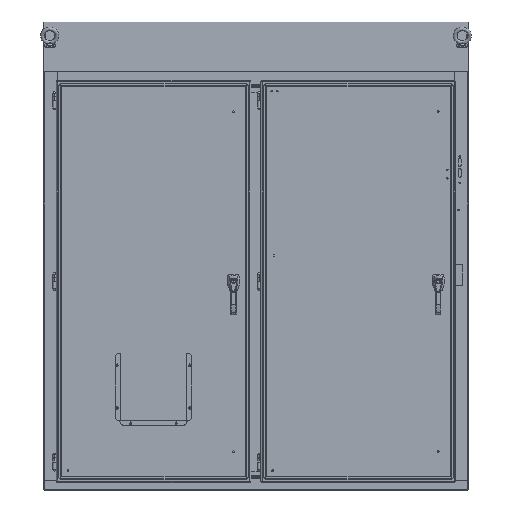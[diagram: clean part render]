
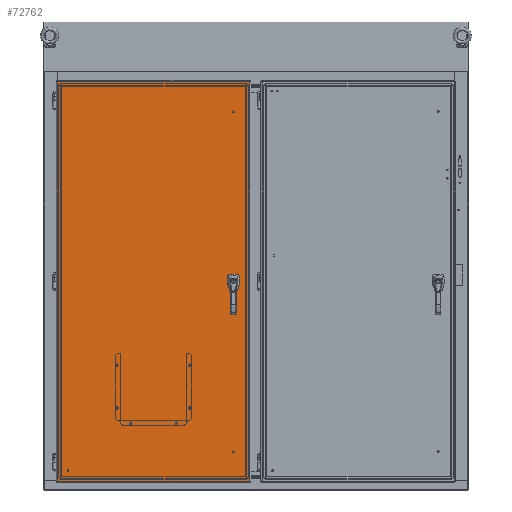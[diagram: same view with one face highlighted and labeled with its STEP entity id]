
A CAD part, front view. The second image highlights one B-rep face of the part: STEP entity #72762.
In plain terms, the highlighted planar face has unit normal (0, -1, 0).
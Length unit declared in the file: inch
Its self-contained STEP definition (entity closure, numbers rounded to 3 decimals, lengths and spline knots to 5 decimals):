
#1103 = CARTESIAN_POINT ( 'NONE',  ( -3.596, -25.3755, -4.74296 ) ) ;
#1214 = EDGE_CURVE ( 'NONE', #8362, #65874, #37916, .T. ) ;
#1467 = CARTESIAN_POINT ( 'NONE',  ( -35.1905, -25.3755, -4.54339 ) ) ;
#1657 = CIRCLE ( 'NONE', #13360, 0.443 ) ;
#4284 = EDGE_CURVE ( 'NONE', #49884, #8362, #44805, .T. ) ;
#8362 = VERTEX_POINT ( 'NONE', #89389 ) ;
#10807 = EDGE_CURVE ( 'NONE', #17583, #60851, #1657, .T. ) ;
#10813 = CIRCLE ( 'NONE', #14628, 0.443 ) ;
#11686 = CIRCLE ( 'NONE', #103266, 0.167 ) ;
#11740 = DIRECTION ( 'NONE',  ( 0., 0., -1. ) ) ;
#12099 = ORIENTED_EDGE ( 'NONE', *, *, #56887, .F. ) ;
#12504 = CARTESIAN_POINT ( 'NONE',  ( -3.9915, -25.3755, -5.88139 ) ) ;
#13360 = AXIS2_PLACEMENT_3D ( 'NONE', #32559, #87515, #13448 ) ;
#13448 = DIRECTION ( 'NONE',  ( 0., 0., -1. ) ) ;
#14628 = AXIS2_PLACEMENT_3D ( 'NONE', #45203, #46384, #82847 ) ;
#17583 = VERTEX_POINT ( 'NONE', #52022 ) ;
#18359 = ORIENTED_EDGE ( 'NONE', *, *, #77745, .F. ) ;
#18419 = EDGE_CURVE ( 'NONE', #111806, #39884, #102861, .T. ) ;
#21030 = DIRECTION ( 'NONE',  ( 1., 0., 0. ) ) ;
#25301 = CIRCLE ( 'NONE', #40677, 0.443 ) ;
#25984 = DIRECTION ( 'NONE',  ( 0., 0., -1. ) ) ;
#26335 = ORIENTED_EDGE ( 'NONE', *, *, #1214, .F. ) ;
#26477 = AXIS2_PLACEMENT_3D ( 'NONE', #69643, #51690, #25984 ) ;
#28614 = CARTESIAN_POINT ( 'NONE',  ( -35.1905, -25.3755, -39.92139 ) ) ;
#32559 = CARTESIAN_POINT ( 'NONE',  ( -3.9915, -25.3755, -4.54339 ) ) ;
#32724 = ORIENTED_EDGE ( 'NONE', *, *, #65486, .F. ) ;
#33817 = EDGE_LOOP ( 'NONE', ( #32724 ) ) ;
#34516 = CARTESIAN_POINT ( 'NONE',  ( -3.9915, -25.3755, -4.54339 ) ) ;
#35770 = DIRECTION ( 'NONE',  ( 1., 0., 0. ) ) ;
#36717 = CARTESIAN_POINT ( 'NONE',  ( -3.79193, -25.3755, -4.14789 ) ) ;
#37228 = ORIENTED_EDGE ( 'NONE', *, *, #10807, .F. ) ;
#37916 = CIRCLE ( 'NONE', #26477, 0.443 ) ;
#39108 = DIRECTION ( 'NONE',  ( 0., 0., 1. ) ) ;
#39884 = VERTEX_POINT ( 'NONE', #58615 ) ;
#40677 = AXIS2_PLACEMENT_3D ( 'NONE', #34516, #88303, #70365 ) ;
#41879 = ORIENTED_EDGE ( 'NONE', *, *, #4284, .F. ) ;
#42951 = LINE ( 'NONE', #72841, #56328 ) ;
#43474 = CARTESIAN_POINT ( 'NONE',  ( -18.156, -25.3755, -4.14789 ) ) ;
#44070 = DIRECTION ( 'NONE',  ( -1., 0., 0. ) ) ;
#44805 = LINE ( 'NONE', #109324, #80087 ) ;
#45203 = CARTESIAN_POINT ( 'NONE',  ( -3.9915, -25.3755, -4.54339 ) ) ;
#45904 = ORIENTED_EDGE ( 'NONE', *, *, #95269, .F. ) ;
#46124 = VERTEX_POINT ( 'NONE', #1103 ) ;
#46384 = DIRECTION ( 'NONE',  ( 0., -1., 0. ) ) ;
#48717 = VECTOR ( 'NONE', #61123, 39.37008 ) ;
#48984 = CARTESIAN_POINT ( 'NONE',  ( -18.156, -25.3755, -4.54339 ) ) ;
#49073 = CARTESIAN_POINT ( 'NONE',  ( -1.1215, -25.3755, -39.92139 ) ) ;
#49541 = LINE ( 'NONE', #104485, #50231 ) ;
#49884 = VERTEX_POINT ( 'NONE', #55601 ) ;
#49911 = EDGE_CURVE ( 'NONE', #39884, #115385, #92070, .T. ) ;
#50231 = VECTOR ( 'NONE', #66913, 39.37008 ) ;
#51690 = DIRECTION ( 'NONE',  ( 0., -1., 0. ) ) ;
#52022 = CARTESIAN_POINT ( 'NONE',  ( -3.596, -25.3755, -4.34382 ) ) ;
#52875 = VERTEX_POINT ( 'NONE', #85468 ) ;
#55601 = CARTESIAN_POINT ( 'NONE',  ( -4.387, -25.3755, -4.34382 ) ) ;
#56170 = CARTESIAN_POINT ( 'NONE',  ( -1.1215, -25.3755, -4.54339 ) ) ;
#56328 = VECTOR ( 'NONE', #35770, 39.37008 ) ;
#56887 = EDGE_CURVE ( 'NONE', #52875, #49884, #25301, .T. ) ;
#58615 = CARTESIAN_POINT ( 'NONE',  ( -1.1215, -25.3755, 30.83461 ) ) ;
#60851 = VERTEX_POINT ( 'NONE', #36717 ) ;
#60913 = ORIENTED_EDGE ( 'NONE', *, *, #97221, .F. ) ;
#61123 = DIRECTION ( 'NONE',  ( 0., 0., 1. ) ) ;
#63898 = EDGE_LOOP ( 'NONE', ( #69668, #45904, #114561, #91147 ) ) ;
#64345 = VERTEX_POINT ( 'NONE', #92425 ) ;
#65486 = EDGE_CURVE ( 'NONE', #64345, #64345, #11686, .T. ) ;
#65512 = ORIENTED_EDGE ( 'NONE', *, *, #103509, .F. ) ;
#65874 = VERTEX_POINT ( 'NONE', #84102 ) ;
#66913 = DIRECTION ( 'NONE',  ( -1., 0., 0. ) ) ;
#68943 = LINE ( 'NONE', #116712, #48717 ) ;
#69310 = DIRECTION ( 'NONE',  ( 0., 0., 1. ) ) ;
#69643 = CARTESIAN_POINT ( 'NONE',  ( -3.9915, -25.3755, -4.54339 ) ) ;
#69668 = ORIENTED_EDGE ( 'NONE', *, *, #18419, .F. ) ;
#69885 = FACE_OUTER_BOUND ( 'NONE', #63898, .T. ) ;
#70365 = DIRECTION ( 'NONE',  ( 0., 0., -1. ) ) ;
#72762 = ADVANCED_FACE ( 'NONE', ( #69885, #86089, #87839 ), #94416, .F. ) ;
#72841 = CARTESIAN_POINT ( 'NONE',  ( -18.156, -25.3755, -4.93889 ) ) ;
#73000 = DIRECTION ( 'NONE',  ( 0., 0., -1. ) ) ;
#76369 = VECTOR ( 'NONE', #44070, 39.37008 ) ;
#76938 = EDGE_CURVE ( 'NONE', #65874, #117016, #42951, .T. ) ;
#77454 = CARTESIAN_POINT ( 'NONE',  ( -3.79193, -25.3755, -4.93889 ) ) ;
#77745 = EDGE_CURVE ( 'NONE', #46124, #17583, #68943, .T. ) ;
#80087 = VECTOR ( 'NONE', #11740, 39.37008 ) ;
#82847 = DIRECTION ( 'NONE',  ( 0., 0., -1. ) ) ;
#84102 = CARTESIAN_POINT ( 'NONE',  ( -4.19107, -25.3755, -4.93889 ) ) ;
#85468 = CARTESIAN_POINT ( 'NONE',  ( -4.19107, -25.3755, -4.14789 ) ) ;
#86089 = FACE_BOUND ( 'NONE', #33817, .T. ) ;
#86190 = VECTOR ( 'NONE', #21030, 39.37008 ) ;
#87328 = VERTEX_POINT ( 'NONE', #28614 ) ;
#87515 = DIRECTION ( 'NONE',  ( 0., -1., 0. ) ) ;
#87839 = FACE_BOUND ( 'NONE', #116472, .T. ) ;
#88303 = DIRECTION ( 'NONE',  ( 0., -1., 0. ) ) ;
#88731 = CARTESIAN_POINT ( 'NONE',  ( -35.1905, -25.3755, 30.83461 ) ) ;
#89389 = CARTESIAN_POINT ( 'NONE',  ( -4.387, -25.3755, -4.74296 ) ) ;
#90313 = EDGE_CURVE ( 'NONE', #115385, #87328, #49541, .T. ) ;
#91147 = ORIENTED_EDGE ( 'NONE', *, *, #49911, .F. ) ;
#92070 = LINE ( 'NONE', #56170, #104798 ) ;
#92425 = CARTESIAN_POINT ( 'NONE',  ( -3.9915, -25.3755, -6.04839 ) ) ;
#93465 = LINE ( 'NONE', #1467, #117460 ) ;
#94416 = PLANE ( 'NONE',  #117443 ) ;
#95269 = EDGE_CURVE ( 'NONE', #87328, #111806, #93465, .T. ) ;
#97221 = EDGE_CURVE ( 'NONE', #117016, #46124, #10813, .T. ) ;
#100557 = ORIENTED_EDGE ( 'NONE', *, *, #76938, .F. ) ;
#102100 = DIRECTION ( 'NONE',  ( 0., -1., 0. ) ) ;
#102861 = LINE ( 'NONE', #111850, #86190 ) ;
#103266 = AXIS2_PLACEMENT_3D ( 'NONE', #12504, #102100, #113481 ) ;
#103509 = EDGE_CURVE ( 'NONE', #60851, #52875, #116388, .T. ) ;
#104485 = CARTESIAN_POINT ( 'NONE',  ( -18.156, -25.3755, -39.92139 ) ) ;
#104798 = VECTOR ( 'NONE', #73000, 39.37008 ) ;
#109324 = CARTESIAN_POINT ( 'NONE',  ( -4.387, -25.3755, -4.54339 ) ) ;
#111806 = VERTEX_POINT ( 'NONE', #88731 ) ;
#111850 = CARTESIAN_POINT ( 'NONE',  ( -18.156, -25.3755, 30.83461 ) ) ;
#113481 = DIRECTION ( 'NONE',  ( 0., 0., -1. ) ) ;
#113535 = DIRECTION ( 'NONE',  ( 0., 1., 0. ) ) ;
#114561 = ORIENTED_EDGE ( 'NONE', *, *, #90313, .F. ) ;
#115385 = VERTEX_POINT ( 'NONE', #49073 ) ;
#116388 = LINE ( 'NONE', #43474, #76369 ) ;
#116472 = EDGE_LOOP ( 'NONE', ( #26335, #41879, #12099, #65512, #37228, #18359, #60913, #100557 ) ) ;
#116712 = CARTESIAN_POINT ( 'NONE',  ( -3.596, -25.3755, -4.54339 ) ) ;
#117016 = VERTEX_POINT ( 'NONE', #77454 ) ;
#117443 = AXIS2_PLACEMENT_3D ( 'NONE', #48984, #113535, #69310 ) ;
#117460 = VECTOR ( 'NONE', #39108, 39.37008 ) ;
